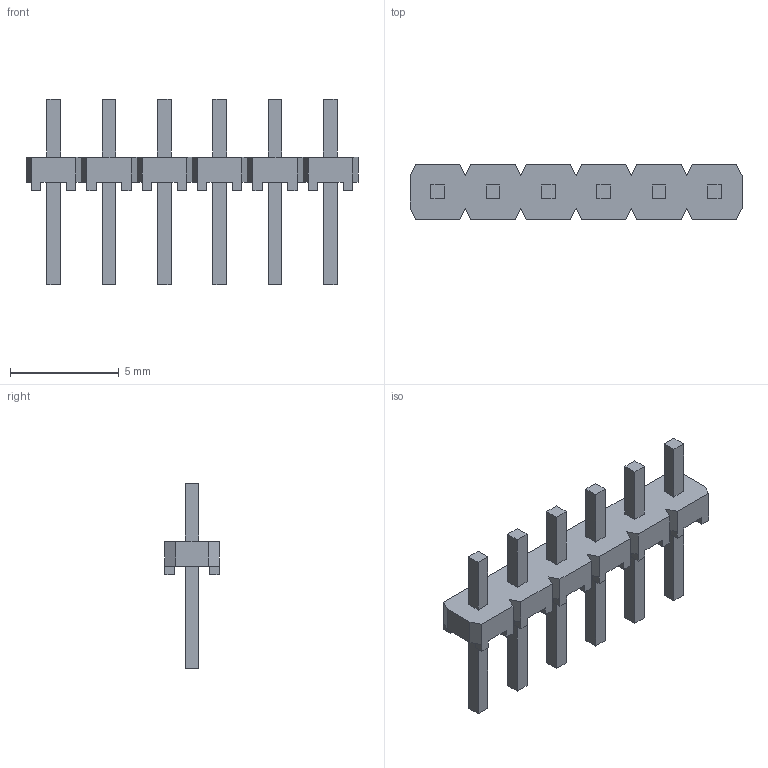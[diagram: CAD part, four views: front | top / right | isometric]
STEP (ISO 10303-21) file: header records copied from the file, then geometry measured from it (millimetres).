
FILE_DESCRIPTION(('FreeCAD Model'),'2;1');
FILE_NAME('Compound.step', '2017-03-16T17:21:29',('kicad StepUp'),('ksu MCAD'), 'Open CASCADE STEP processor 6.8','FreeCAD','Unknown');
FILE_SCHEMA(('AUTOMOTIVE_DESIGN_CC2 { 1 2 10303 214 -1 1 5 4 }'));
Length unit declared in the file: millimetre
Products named in the file (1): Compound
Bounding box: 15.24 x 2.49 x 8.51 mm (x, y, z)
Volume: 62.3 mm3; surface area: 303.5 mm2
Topology: 2 solids, 2 shells, 226 faces, 606 edges, 396 vertices
Faces by surface type: plane 226
Entity records: 8495 total; most frequent: CARTESIAN_POINT 1229, ORIENTED_EDGE 1212, DIRECTION 1060, EDGE_CURVE 606, LINE 606, VECTOR 606, VERTEX_POINT 396, FACE_BOUND 250
